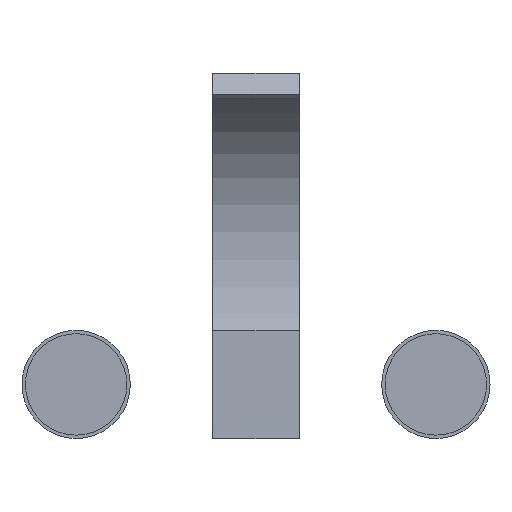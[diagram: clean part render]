
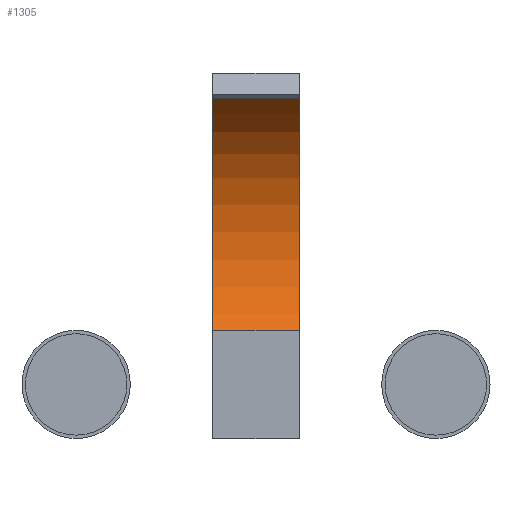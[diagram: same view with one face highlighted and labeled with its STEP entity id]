
A CAD part, front view. The second image highlights one B-rep face of the part: STEP entity #1305.
In plain terms, the highlighted cylindrical face has radius 93.3 mm (diameter 186.6 mm), a partial arc.
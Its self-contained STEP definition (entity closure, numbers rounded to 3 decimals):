
#58 = LINE ( 'NONE', #1047, #1309 ) ;
#170 = LINE ( 'NONE', #591, #742 ) ;
#189 = EDGE_CURVE ( 'NONE', #1184, #339, #510, .T. ) ;
#339 = VERTEX_POINT ( 'NONE', #957 ) ;
#356 = CARTESIAN_POINT ( 'NONE',  ( -24., 5., 99.9 ) ) ;
#427 = CARTESIAN_POINT ( 'NONE',  ( -24., 5., 6.6 ) ) ;
#459 = VERTEX_POINT ( 'NONE', #427 ) ;
#479 = CARTESIAN_POINT ( 'NONE',  ( 24., 5., 99.9 ) ) ;
#510 = CIRCLE ( 'NONE', #834, 93.3 ) ;
#552 = FACE_OUTER_BOUND ( 'NONE', #668, .T. ) ;
#563 = DIRECTION ( 'NONE',  ( 0., 0., -1. ) ) ;
#591 = CARTESIAN_POINT ( 'NONE',  ( 24., 5., 6.6 ) ) ;
#668 = EDGE_LOOP ( 'NONE', ( #1315, #1187, #1041, #686 ) ) ;
#686 = ORIENTED_EDGE ( 'NONE', *, *, #955, .T. ) ;
#688 = DIRECTION ( 'NONE',  ( -1., 0., 0. ) ) ;
#695 = EDGE_CURVE ( 'NONE', #339, #459, #170, .T. ) ;
#717 = DIRECTION ( 'NONE',  ( 0., 0., -1. ) ) ;
#742 = VECTOR ( 'NONE', #1024, 1000. ) ;
#768 = DIRECTION ( 'NONE',  ( -1., 0., 0. ) ) ;
#791 = CIRCLE ( 'NONE', #918, 93.3 ) ;
#834 = AXIS2_PLACEMENT_3D ( 'NONE', #479, #931, #717 ) ;
#918 = AXIS2_PLACEMENT_3D ( 'NONE', #356, #688, #563 ) ;
#931 = DIRECTION ( 'NONE',  ( -1., 0., 0. ) ) ;
#936 = VERTEX_POINT ( 'NONE', #1149 ) ;
#955 = EDGE_CURVE ( 'NONE', #1184, #936, #58, .T. ) ;
#957 = CARTESIAN_POINT ( 'NONE',  ( 24., 5., 6.6 ) ) ;
#976 = DIRECTION ( 'NONE',  ( 0., 0., 1. ) ) ;
#1024 = DIRECTION ( 'NONE',  ( -1., 0., 0. ) ) ;
#1041 = ORIENTED_EDGE ( 'NONE', *, *, #189, .F. ) ;
#1043 = DIRECTION ( 'NONE',  ( -1., 0., 0. ) ) ;
#1047 = CARTESIAN_POINT ( 'NONE',  ( 24., 48.586, 182.393 ) ) ;
#1069 = AXIS2_PLACEMENT_3D ( 'NONE', #1098, #768, #976 ) ;
#1081 = CARTESIAN_POINT ( 'NONE',  ( 24., 48.586, 182.393 ) ) ;
#1098 = CARTESIAN_POINT ( 'NONE',  ( 24., 5., 99.9 ) ) ;
#1149 = CARTESIAN_POINT ( 'NONE',  ( -24., 48.586, 182.393 ) ) ;
#1184 = VERTEX_POINT ( 'NONE', #1081 ) ;
#1187 = ORIENTED_EDGE ( 'NONE', *, *, #695, .F. ) ;
#1305 = ADVANCED_FACE ( 'NONE', ( #552 ), #1436, .F. ) ;
#1309 = VECTOR ( 'NONE', #1043, 1000. ) ;
#1315 = ORIENTED_EDGE ( 'NONE', *, *, #1344, .T. ) ;
#1344 = EDGE_CURVE ( 'NONE', #936, #459, #791, .T. ) ;
#1436 = CYLINDRICAL_SURFACE ( 'NONE', #1069, 93.3 ) ;
